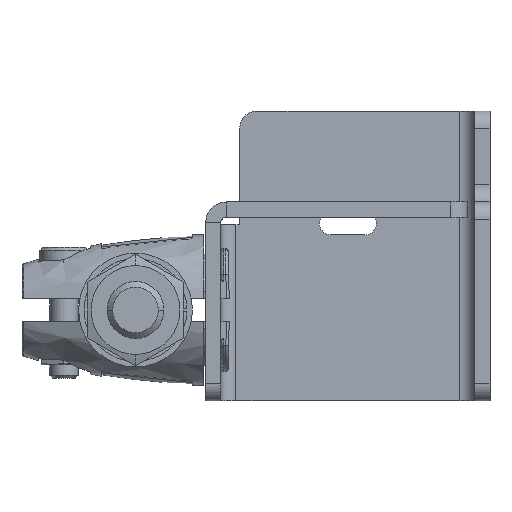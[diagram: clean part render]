
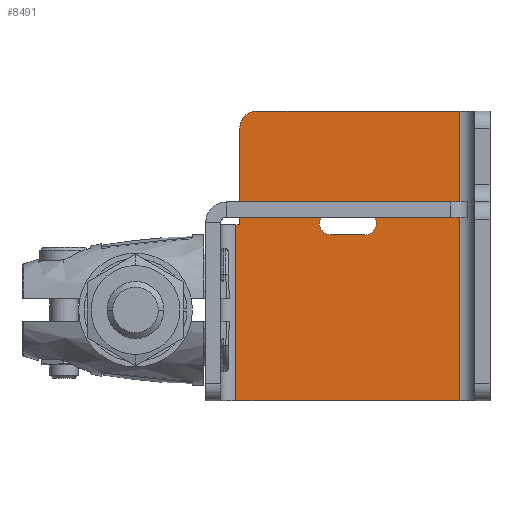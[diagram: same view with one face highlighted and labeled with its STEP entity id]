
A CAD part, front view. The second image highlights one B-rep face of the part: STEP entity #8491.
In plain terms, the highlighted planar face has unit normal (0, -1, 0).
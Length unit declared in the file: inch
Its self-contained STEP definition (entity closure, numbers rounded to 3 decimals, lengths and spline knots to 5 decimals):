
#781=DIRECTION('',(0.,0.,-1.));
#782=VECTOR('',#781,2.00787);
#783=CARTESIAN_POINT('',(3.03228,3.43858,1.37795));
#784=LINE('',#783,#782);
#944=CARTESIAN_POINT('',(1.62756,3.43858,1.25984));
#945=DIRECTION('',(0.,-1.,0.));
#946=DIRECTION('',(0.,0.,1.));
#947=AXIS2_PLACEMENT_3D('',#944,#945,#946);
#949=DIRECTION('',(1.,0.,0.));
#950=VECTOR('',#949,1.40472);
#951=CARTESIAN_POINT('',(1.62756,3.43858,1.37795));
#952=LINE('',#951,#950);
#953=DIRECTION('',(-1.,0.,0.));
#954=VECTOR('',#953,1.54961);
#955=CARTESIAN_POINT('',(3.03228,3.43858,-0.62992));
#956=LINE('',#955,#954);
#957=DIRECTION('',(1.,0.,0.));
#958=VECTOR('',#957,0.02677);
#959=CARTESIAN_POINT('',(1.48268,3.43858,0.59055));
#960=LINE('',#959,#958);
#961=DIRECTION('',(0.,0.,1.));
#962=VECTOR('',#961,0.66929);
#963=CARTESIAN_POINT('',(1.50945,3.43858,0.59055));
#964=LINE('',#963,#962);
#965=DIRECTION('',(1.,0.,0.));
#966=VECTOR('',#965,0.23622);
#967=CARTESIAN_POINT('',(2.13937,3.43858,0.51969));
#968=LINE('',#967,#966);
#969=CARTESIAN_POINT('',(2.37559,3.43858,0.59843));
#970=DIRECTION('',(0.,1.,0.));
#971=DIRECTION('',(0.,0.,1.));
#972=AXIS2_PLACEMENT_3D('',#969,#970,#971);
#974=DIRECTION('',(-1.,0.,0.));
#975=VECTOR('',#974,0.23622);
#976=CARTESIAN_POINT('',(2.37559,3.43858,0.67717));
#977=LINE('',#976,#975);
#978=CARTESIAN_POINT('',(2.13937,3.43858,0.59843));
#979=DIRECTION('',(0.,1.,0.));
#980=DIRECTION('',(0.,0.,-1.));
#981=AXIS2_PLACEMENT_3D('',#978,#979,#980);
#995=DIRECTION('',(0.,0.,1.));
#996=VECTOR('',#995,1.22047);
#997=CARTESIAN_POINT('',(1.48268,3.43858,-0.62992));
#998=LINE('',#997,#996);
#6407=CARTESIAN_POINT('',(1.48268,3.43858,0.59055));
#6408=CARTESIAN_POINT('',(1.50945,3.43858,0.59055));
#6409=VERTEX_POINT('',#6407);
#6410=VERTEX_POINT('',#6408);
#6415=CARTESIAN_POINT('',(1.48268,3.43858,
-0.62992));
#6416=VERTEX_POINT('',#6415);
#6431=CARTESIAN_POINT('',(3.03228,3.43858,
-0.62992));
#6432=VERTEX_POINT('',#6431);
#6443=CARTESIAN_POINT('',(2.13937,3.43858,0.51969));
#6444=CARTESIAN_POINT('',(2.37559,3.43858,0.51969));
#6445=VERTEX_POINT('',#6443);
#6446=VERTEX_POINT('',#6444);
#6447=CARTESIAN_POINT('',(2.37559,3.43858,0.67717));
#6448=VERTEX_POINT('',#6447);
#6449=CARTESIAN_POINT('',(2.13937,3.43858,0.67717));
#6450=VERTEX_POINT('',#6449);
#6485=CARTESIAN_POINT('',(3.03228,3.43858,1.37795));
#6486=VERTEX_POINT('',#6485);
#6499=CARTESIAN_POINT('',(1.62756,3.43858,1.37795));
#6500=CARTESIAN_POINT('',(1.50945,3.43858,1.25984));
#6501=VERTEX_POINT('',#6499);
#6502=VERTEX_POINT('',#6500);
#8462=CARTESIAN_POINT('',(1.37795,3.43858,
-0.33994));
#8463=DIRECTION('',(0.,1.,0.));
#8464=DIRECTION('',(0.,0.,1.));
#8465=AXIS2_PLACEMENT_3D('',#8462,#8463,#8464);
#8466=PLANE('',#8465);
#8467=ORIENTED_EDGE('',*,*,#8452,.F.);
#8469=ORIENTED_EDGE('',*,*,#8468,.T.);
#8470=ORIENTED_EDGE('',*,*,#8254,.T.);
#8472=ORIENTED_EDGE('',*,*,#8471,.T.);
#8474=ORIENTED_EDGE('',*,*,#8473,.T.);
#8476=ORIENTED_EDGE('',*,*,#8475,.T.);
#8478=ORIENTED_EDGE('',*,*,#8477,.T.);
#8479=EDGE_LOOP('',(#8467,#8469,#8470,#8472,#8474,#8476,#8478));
#8480=FACE_OUTER_BOUND('',#8479,.F.);
#8482=ORIENTED_EDGE('',*,*,#8481,.T.);
#8484=ORIENTED_EDGE('',*,*,#8483,.F.);
#8486=ORIENTED_EDGE('',*,*,#8485,.T.);
#8488=ORIENTED_EDGE('',*,*,#8487,.F.);
#8489=EDGE_LOOP('',(#8482,#8484,#8486,#8488));
#8490=FACE_BOUND('',#8489,.F.);
#8491=ADVANCED_FACE('',(#8480,#8490),#8466,.F.);
#948=CIRCLE('',#947,0.11811);
#973=CIRCLE('',#972,0.07874);
#982=CIRCLE('',#981,0.07874);
#8254=EDGE_CURVE('',#6486,#6432,#784,.T.);
#8452=EDGE_CURVE('',#6501,#6502,#948,.T.);
#8468=EDGE_CURVE('',#6501,#6486,#952,.T.);
#8471=EDGE_CURVE('',#6432,#6416,#956,.T.);
#8473=EDGE_CURVE('',#6416,#6409,#998,.T.);
#8475=EDGE_CURVE('',#6409,#6410,#960,.T.);
#8477=EDGE_CURVE('',#6410,#6502,#964,.T.);
#8481=EDGE_CURVE('',#6445,#6446,#968,.T.);
#8483=EDGE_CURVE('',#6448,#6446,#973,.T.);
#8485=EDGE_CURVE('',#6448,#6450,#977,.T.);
#8487=EDGE_CURVE('',#6445,#6450,#982,.T.);
